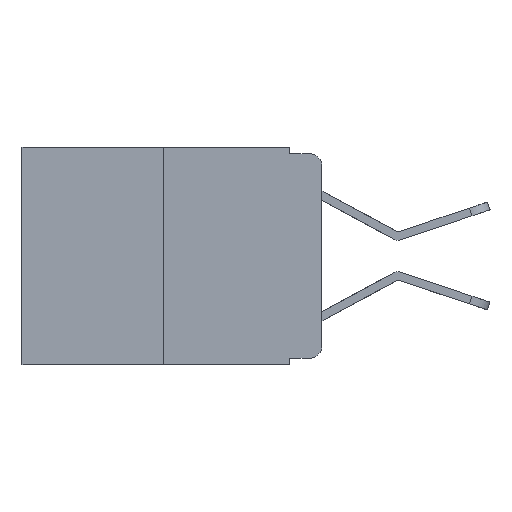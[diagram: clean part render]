
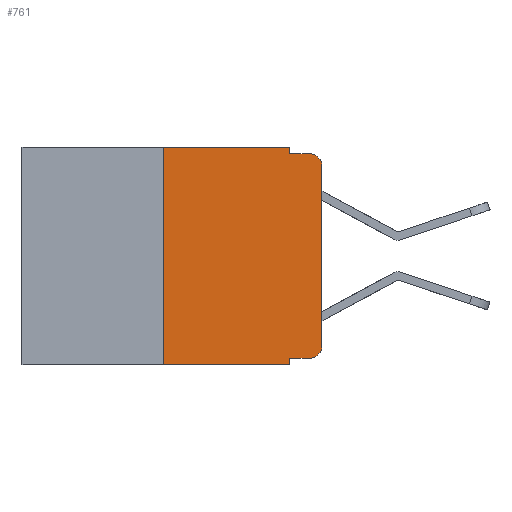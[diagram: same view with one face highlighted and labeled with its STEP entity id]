
A CAD part, left-side view. The second image highlights one B-rep face of the part: STEP entity #761.
In plain terms, the highlighted planar face has unit normal (-1, 0, 0).
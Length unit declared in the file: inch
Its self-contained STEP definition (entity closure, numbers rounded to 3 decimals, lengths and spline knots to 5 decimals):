
#226 = CIRCLE ( 'NONE', #13849, 0.02 ) ;
#531 = EDGE_CURVE ( 'NONE', #18851, #20979, #226, .T. ) ;
#589 = CARTESIAN_POINT ( 'NONE',  ( 0., 0.02, -0.03 ) ) ;
#761 = ADVANCED_FACE ( 'NONE', ( #4239 ), #20478, .F. ) ;
#827 = VERTEX_POINT ( 'NONE', #8231 ) ;
#888 = CARTESIAN_POINT ( 'NONE',  ( 0., 0.473, -0.343 ) ) ;
#1070 = EDGE_CURVE ( 'NONE', #11061, #14282, #17556, .T. ) ;
#1472 = CARTESIAN_POINT ( 'NONE',  ( 0., 0.051, -0.01 ) ) ;
#1757 = CARTESIAN_POINT ( 'NONE',  ( 0., 0.473, 0. ) ) ;
#1793 = VECTOR ( 'NONE', #18310, 39.37008 ) ;
#1825 = LINE ( 'NONE', #19252, #4984 ) ;
#2462 = DIRECTION ( 'NONE',  ( 0., 0., -1. ) ) ;
#3120 = DIRECTION ( 'NONE',  ( 0., 0., -1. ) ) ;
#3174 = LINE ( 'NONE', #7441, #21376 ) ;
#3605 = CARTESIAN_POINT ( 'NONE',  ( 0., 0.02, -0.333 ) ) ;
#3807 = VERTEX_POINT ( 'NONE', #9573 ) ;
#4136 = CARTESIAN_POINT ( 'NONE',  ( 0., 0., 0. ) ) ;
#4239 = FACE_OUTER_BOUND ( 'NONE', #20944, .T. ) ;
#4292 = LINE ( 'NONE', #13445, #10178 ) ;
#4601 = DIRECTION ( 'NONE',  ( 0., 0., 1. ) ) ;
#4780 = CARTESIAN_POINT ( 'NONE',  ( 0., 0.051, -0.01 ) ) ;
#4929 = ORIENTED_EDGE ( 'NONE', *, *, #18744, .F. ) ;
#4984 = VECTOR ( 'NONE', #6958, 39.37008 ) ;
#5875 = EDGE_CURVE ( 'NONE', #10717, #18851, #11299, .T. ) ;
#6396 = EDGE_CURVE ( 'NONE', #18293, #19814, #4292, .T. ) ;
#6583 = CARTESIAN_POINT ( 'NONE',  ( 0., 0.051, -0.333 ) ) ;
#6720 = CARTESIAN_POINT ( 'NONE',  ( 0., 0.051, 0. ) ) ;
#6958 = DIRECTION ( 'NONE',  ( 0., -1., 0. ) ) ;
#7217 = ORIENTED_EDGE ( 'NONE', *, *, #6396, .F. ) ;
#7308 = EDGE_CURVE ( 'NONE', #11061, #17451, #3174, .T. ) ;
#7441 = CARTESIAN_POINT ( 'NONE',  ( 0., 0.25, 0. ) ) ;
#7768 = ORIENTED_EDGE ( 'NONE', *, *, #1070, .T. ) ;
#7830 = VECTOR ( 'NONE', #15458, 39.37008 ) ;
#7944 = CARTESIAN_POINT ( 'NONE',  ( 0., 0.051, -0.333 ) ) ;
#8207 = VECTOR ( 'NONE', #15544, 39.37008 ) ;
#8231 = CARTESIAN_POINT ( 'NONE',  ( 0., 0., -0.03 ) ) ;
#8272 = CARTESIAN_POINT ( 'NONE',  ( 0., 0.25, 0. ) ) ;
#8350 = ORIENTED_EDGE ( 'NONE', *, *, #12028, .F. ) ;
#8580 = DIRECTION ( 'NONE',  ( 1., 0., 0. ) ) ;
#8582 = DIRECTION ( 'NONE',  ( 0., -1., 0. ) ) ;
#9573 = CARTESIAN_POINT ( 'NONE',  ( 0., 0.02, -0.01 ) ) ;
#9728 = VECTOR ( 'NONE', #3120, 39.37008 ) ;
#10141 = CARTESIAN_POINT ( 'NONE',  ( 0., 0.051, -0.343 ) ) ;
#10178 = VECTOR ( 'NONE', #14863, 39.37008 ) ;
#10181 = DIRECTION ( 'NONE',  ( 0., 0., -1. ) ) ;
#10688 = CARTESIAN_POINT ( 'NONE',  ( 0., 0.25, -0.343 ) ) ;
#10717 = VERTEX_POINT ( 'NONE', #6583 ) ;
#10760 = VECTOR ( 'NONE', #8582, 39.37008 ) ;
#11061 = VERTEX_POINT ( 'NONE', #10688 ) ;
#11299 = LINE ( 'NONE', #7944, #10760 ) ;
#12028 = EDGE_CURVE ( 'NONE', #10717, #14282, #14463, .T. ) ;
#12428 = EDGE_CURVE ( 'NONE', #20979, #827, #20104, .T. ) ;
#13020 = CARTESIAN_POINT ( 'NONE',  ( 0., 0.02, -0.313 ) ) ;
#13177 = DIRECTION ( 'NONE',  ( -1., 0., 0. ) ) ;
#13268 = ORIENTED_EDGE ( 'NONE', *, *, #21285, .T. ) ;
#13445 = CARTESIAN_POINT ( 'NONE',  ( 0., 0.051, 0. ) ) ;
#13849 = AXIS2_PLACEMENT_3D ( 'NONE', #13020, #21560, #10181 ) ;
#14237 = CARTESIAN_POINT ( 'NONE',  ( 0., 0., -0.313 ) ) ;
#14282 = VERTEX_POINT ( 'NONE', #10141 ) ;
#14463 = LINE ( 'NONE', #6720, #9728 ) ;
#14863 = DIRECTION ( 'NONE',  ( 0., 0., -1. ) ) ;
#14968 = ORIENTED_EDGE ( 'NONE', *, *, #7308, .F. ) ;
#15458 = DIRECTION ( 'NONE',  ( 0., -1., 0. ) ) ;
#15544 = DIRECTION ( 'NONE',  ( 0., -1., 0. ) ) ;
#15769 = AXIS2_PLACEMENT_3D ( 'NONE', #1757, #8580, #21780 ) ;
#16625 = ORIENTED_EDGE ( 'NONE', *, *, #5875, .T. ) ;
#17451 = VERTEX_POINT ( 'NONE', #8272 ) ;
#17479 = EDGE_CURVE ( 'NONE', #19814, #3807, #17750, .T. ) ;
#17556 = LINE ( 'NONE', #888, #8207 ) ;
#17750 = LINE ( 'NONE', #4780, #7830 ) ;
#18293 = VERTEX_POINT ( 'NONE', #19649 ) ;
#18310 = DIRECTION ( 'NONE',  ( 0., 0., 1. ) ) ;
#18470 = ORIENTED_EDGE ( 'NONE', *, *, #17479, .F. ) ;
#18744 = EDGE_CURVE ( 'NONE', #17451, #18293, #1825, .T. ) ;
#18775 = ORIENTED_EDGE ( 'NONE', *, *, #531, .T. ) ;
#18851 = VERTEX_POINT ( 'NONE', #3605 ) ;
#19252 = CARTESIAN_POINT ( 'NONE',  ( 0., 0.473, 0. ) ) ;
#19649 = CARTESIAN_POINT ( 'NONE',  ( 0., 0.051, 0. ) ) ;
#19814 = VERTEX_POINT ( 'NONE', #1472 ) ;
#20036 = AXIS2_PLACEMENT_3D ( 'NONE', #589, #13177, #2462 ) ;
#20104 = LINE ( 'NONE', #4136, #1793 ) ;
#20478 = PLANE ( 'NONE',  #15769 ) ;
#20944 = EDGE_LOOP ( 'NONE', ( #21162, #13268, #18470, #7217, #4929, #14968, #7768, #8350, #16625, #18775 ) ) ;
#20979 = VERTEX_POINT ( 'NONE', #14237 ) ;
#21162 = ORIENTED_EDGE ( 'NONE', *, *, #12428, .T. ) ;
#21285 = EDGE_CURVE ( 'NONE', #827, #3807, #22703, .T. ) ;
#21376 = VECTOR ( 'NONE', #4601, 39.37008 ) ;
#21560 = DIRECTION ( 'NONE',  ( -1., 0., 0. ) ) ;
#21780 = DIRECTION ( 'NONE',  ( 0., 0., -1. ) ) ;
#22703 = CIRCLE ( 'NONE', #20036, 0.02 ) ;
